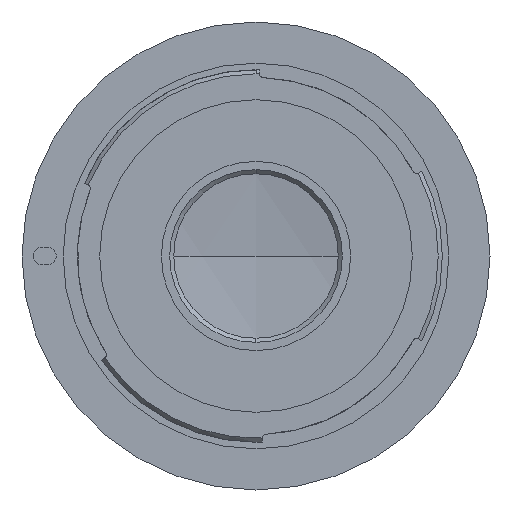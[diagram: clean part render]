
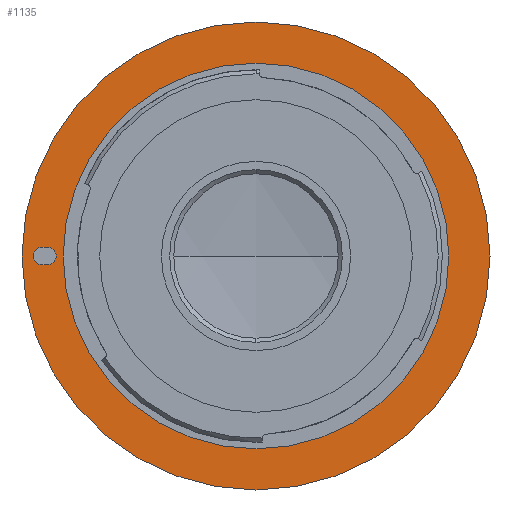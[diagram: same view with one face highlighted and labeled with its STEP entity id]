
A CAD part, left-side view. The second image highlights one B-rep face of the part: STEP entity #1135.
In plain terms, the highlighted planar face has unit normal (-1, 0, 0).
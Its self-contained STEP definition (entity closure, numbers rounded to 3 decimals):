
#44 = DIRECTION ( 'NONE',  ( -1., 0., 0. ) ) ;
#122 = DIRECTION ( 'NONE',  ( 0., 0., -1. ) ) ;
#146 = CIRCLE ( 'NONE', #4987, 28.45 ) ;
#196 = ORIENTED_EDGE ( 'NONE', *, *, #1574, .T. ) ;
#356 = VERTEX_POINT ( 'NONE', #882 ) ;
#504 = CARTESIAN_POINT ( 'NONE',  ( -59.587, 0., -23.45 ) ) ;
#578 = FACE_BOUND ( 'NONE', #3291, .T. ) ;
#593 = CIRCLE ( 'NONE', #1255, 1.05 ) ;
#865 = CARTESIAN_POINT ( 'NONE',  ( -59.587, 26.05, 1.05 ) ) ;
#882 = CARTESIAN_POINT ( 'NONE',  ( -59.587, 0., 28.45 ) ) ;
#918 = CARTESIAN_POINT ( 'NONE',  ( -59.587, 25.35, 1.05 ) ) ;
#1063 = VERTEX_POINT ( 'NONE', #1235 ) ;
#1135 = ADVANCED_FACE ( 'NONE', ( #578, #5614, #1745 ), #2808, .F. ) ;
#1172 = DIRECTION ( 'NONE',  ( -1., 0., 0. ) ) ;
#1206 = VERTEX_POINT ( 'NONE', #865 ) ;
#1233 = VERTEX_POINT ( 'NONE', #4941 ) ;
#1235 = CARTESIAN_POINT ( 'NONE',  ( -59.587, 0., 23.45 ) ) ;
#1255 = AXIS2_PLACEMENT_3D ( 'NONE', #3050, #44, #3545 ) ;
#1366 = DIRECTION ( 'NONE',  ( -1., 0., 0. ) ) ;
#1382 = DIRECTION ( 'NONE',  ( -1., 0., 0. ) ) ;
#1408 = EDGE_LOOP ( 'NONE', ( #2351, #5912 ) ) ;
#1426 = EDGE_CURVE ( 'NONE', #4710, #1233, #3547, .T. ) ;
#1530 = EDGE_CURVE ( 'NONE', #1233, #4691, #5677, .T. ) ;
#1574 = EDGE_CURVE ( 'NONE', #356, #3630, #146, .T. ) ;
#1675 = EDGE_CURVE ( 'NONE', #3630, #356, #3597, .T. ) ;
#1745 = FACE_OUTER_BOUND ( 'NONE', #2743, .T. ) ;
#1930 = ORIENTED_EDGE ( 'NONE', *, *, #1675, .T. ) ;
#2082 = CIRCLE ( 'NONE', #6446, 23.45 ) ;
#2212 = ORIENTED_EDGE ( 'NONE', *, *, #5385, .F. ) ;
#2351 = ORIENTED_EDGE ( 'NONE', *, *, #5016, .F. ) ;
#2666 = ORIENTED_EDGE ( 'NONE', *, *, #1530, .F. ) ;
#2671 = CARTESIAN_POINT ( 'NONE',  ( -59.587, 0., 0. ) ) ;
#2743 = EDGE_LOOP ( 'NONE', ( #1930, #196 ) ) ;
#2808 = PLANE ( 'NONE',  #5241 ) ;
#2853 = DIRECTION ( 'NONE',  ( 1., 0., 0. ) ) ;
#2957 = AXIS2_PLACEMENT_3D ( 'NONE', #6139, #3125, #122 ) ;
#3050 = CARTESIAN_POINT ( 'NONE',  ( -59.587, 26.05, 0. ) ) ;
#3125 = DIRECTION ( 'NONE',  ( -1., 0., 0. ) ) ;
#3168 = DIRECTION ( 'NONE',  ( 0., 0., -1. ) ) ;
#3291 = EDGE_LOOP ( 'NONE', ( #6115, #2666, #6064, #2212 ) ) ;
#3494 = AXIS2_PLACEMENT_3D ( 'NONE', #4168, #1172, #4679 ) ;
#3545 = DIRECTION ( 'NONE',  ( 0., 0., -1. ) ) ;
#3547 = LINE ( 'NONE', #5595, #6073 ) ;
#3597 = CIRCLE ( 'NONE', #3877, 28.45 ) ;
#3630 = VERTEX_POINT ( 'NONE', #4570 ) ;
#3807 = CARTESIAN_POINT ( 'NONE',  ( -59.587, 25.35, 1.05 ) ) ;
#3822 = EDGE_CURVE ( 'NONE', #1063, #5350, #2082, .T. ) ;
#3877 = AXIS2_PLACEMENT_3D ( 'NONE', #4380, #1366, #4886 ) ;
#4168 = CARTESIAN_POINT ( 'NONE',  ( -59.587, 0., 0. ) ) ;
#4287 = EDGE_CURVE ( 'NONE', #4691, #1206, #6340, .T. ) ;
#4314 = DIRECTION ( 'NONE',  ( 0., 1., 0. ) ) ;
#4380 = CARTESIAN_POINT ( 'NONE',  ( -59.587, 0., 0. ) ) ;
#4389 = CARTESIAN_POINT ( 'NONE',  ( -59.587, 0., 0. ) ) ;
#4570 = CARTESIAN_POINT ( 'NONE',  ( -59.587, 0., -28.45 ) ) ;
#4679 = DIRECTION ( 'NONE',  ( 0., 0., -1. ) ) ;
#4691 = VERTEX_POINT ( 'NONE', #918 ) ;
#4710 = VERTEX_POINT ( 'NONE', #6469 ) ;
#4886 = DIRECTION ( 'NONE',  ( 0., 0., -1. ) ) ;
#4897 = DIRECTION ( 'NONE',  ( 0., 0., -1. ) ) ;
#4941 = CARTESIAN_POINT ( 'NONE',  ( -59.587, 25.35, -1.05 ) ) ;
#4987 = AXIS2_PLACEMENT_3D ( 'NONE', #2671, #6194, #3168 ) ;
#5000 = VECTOR ( 'NONE', #4314, 1000. ) ;
#5016 = EDGE_CURVE ( 'NONE', #5350, #1063, #5532, .T. ) ;
#5241 = AXIS2_PLACEMENT_3D ( 'NONE', #5858, #2853, #6376 ) ;
#5350 = VERTEX_POINT ( 'NONE', #504 ) ;
#5385 = EDGE_CURVE ( 'NONE', #1206, #4710, #593, .T. ) ;
#5532 = CIRCLE ( 'NONE', #3494, 23.45 ) ;
#5595 = CARTESIAN_POINT ( 'NONE',  ( -59.587, 25.35, -1.05 ) ) ;
#5614 = FACE_BOUND ( 'NONE', #1408, .T. ) ;
#5677 = CIRCLE ( 'NONE', #2957, 1.05 ) ;
#5858 = CARTESIAN_POINT ( 'NONE',  ( -59.587, -23.45, 0. ) ) ;
#5912 = ORIENTED_EDGE ( 'NONE', *, *, #3822, .F. ) ;
#6064 = ORIENTED_EDGE ( 'NONE', *, *, #1426, .F. ) ;
#6073 = VECTOR ( 'NONE', #6092, 1000. ) ;
#6092 = DIRECTION ( 'NONE',  ( 0., -1., 0. ) ) ;
#6115 = ORIENTED_EDGE ( 'NONE', *, *, #4287, .F. ) ;
#6139 = CARTESIAN_POINT ( 'NONE',  ( -59.587, 25.35, 0. ) ) ;
#6194 = DIRECTION ( 'NONE',  ( -1., 0., 0. ) ) ;
#6340 = LINE ( 'NONE', #3807, #5000 ) ;
#6376 = DIRECTION ( 'NONE',  ( 0., 0., 1. ) ) ;
#6446 = AXIS2_PLACEMENT_3D ( 'NONE', #4389, #1382, #4897 ) ;
#6469 = CARTESIAN_POINT ( 'NONE',  ( -59.587, 26.05, -1.05 ) ) ;
